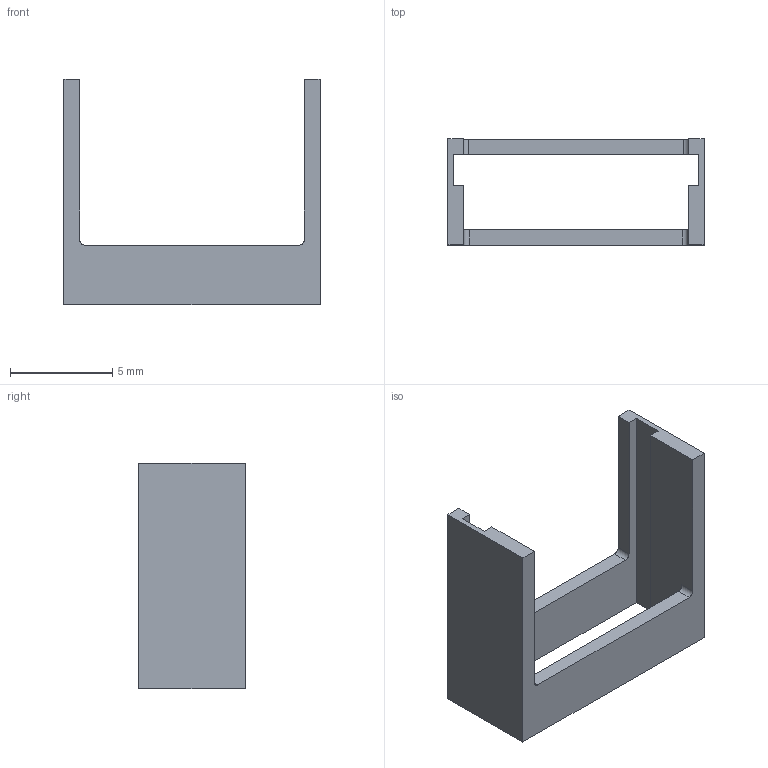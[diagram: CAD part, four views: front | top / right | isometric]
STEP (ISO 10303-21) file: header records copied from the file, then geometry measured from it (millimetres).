
FILE_DESCRIPTION(/* description */ (''),/* implementation_level */ '2;1');
FILE_NAME(/* name */ 'adaptador.stp',/* time_stamp */ '2025-07-07T07:56:01-03:00',/* author */ ('Fernando.Molina'),/* organization */ (''),/* preprocessor_version */ 'ST-DEVELOPER v20',/* originating_system */ 'Autodesk Inventor 2025',/* authorisation */ '');
FILE_SCHEMA (('AUTOMOTIVE_DESIGN { 1 0 10303 214 3 1 1 }'));
Length unit declared in the file: millimetre
Products named in the file (1): adaptador
Bounding box: 12.5 x 5.18 x 11 mm (x, y, z)
Volume: 118.5 mm3; surface area: 448.4 mm2
Topology: 1 solids, 1 shells, 23 faces, 66 edges, 44 vertices
Faces by surface type: plane 19, cylinder 4
Entity records: 795 total; most frequent: CARTESIAN_POINT 134, ORIENTED_EDGE 132, DIRECTION 122, EDGE_CURVE 66, LINE 58, VECTOR 58, VERTEX_POINT 44, AXIS2_PLACEMENT_3D 32
